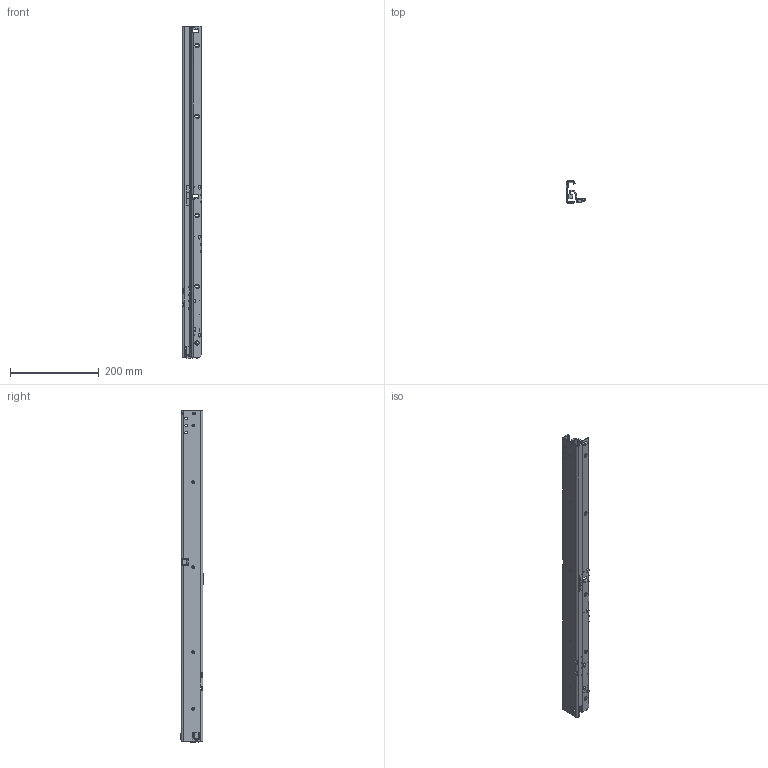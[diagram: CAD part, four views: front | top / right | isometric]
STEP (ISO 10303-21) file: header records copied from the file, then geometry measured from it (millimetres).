
FILE_DESCRIPTION (( 'STEP AP214' ), '1' );
FILE_NAME ('7075A.750-GA.0000_closed.STEP', '2023-04-27T09:58:11', ( '' ), ( '' ), 'SwSTEP 2.0', 'SolidWorks 2020', '' );
FILE_SCHEMA (( 'AUTOMOTIVE_DESIGN' ));
Length unit declared in the file: millimetre
Products named in the file (6): 7075A.750-GA.0000_closed; 7100A.XXX-03.A047_NL  750; 7075A.XXX-01.0000_NL 750; PG-030; 7100A.XXX-03.0000_NL 750 eingefahren; 7075A.XXX-01.A156_NL  750
Assembly tree (5 placements, depth 3):
  7075A.750-GA.0000_closed
    7075A.XXX-01.0000_NL 750
      7075A.XXX-01.A156_NL  750
      PG-030
    7100A.XXX-03.0000_NL 750 eingefahren
      7100A.XXX-03.A047_NL  750
Bounding box: 44.45 x 50.3 x 750 mm (x, y, z)
Volume: 227385.9 mm3; surface area: 210163.5 mm2
Topology: 3 solids, 3 shells, 998 faces, 2656 edges, 1617 vertices
Faces by surface type: cylinder 362, plane 359, bspline 121, torus 75, cone 56, sphere 25
Entity records: 34710 total; most frequent: CARTESIAN_POINT 9918, ORIENTED_EDGE 5240, DIRECTION 4831, EDGE_CURVE 2620, AXIS2_PLACEMENT_3D 1748, VERTEX_POINT 1617, VECTOR 1335, LINE 1335
